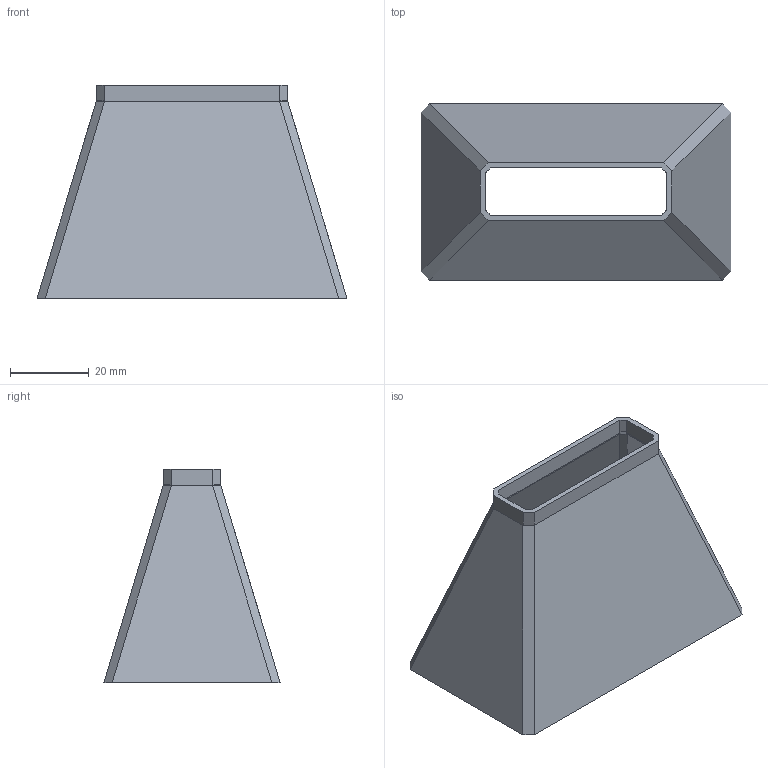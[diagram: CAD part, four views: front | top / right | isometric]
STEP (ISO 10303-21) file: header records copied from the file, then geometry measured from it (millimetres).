
FILE_DESCRIPTION(('FreeCAD Model'),'2;1');
FILE_NAME('Open CASCADE Shape Model','2023-10-27T20:09:20',(''),(''), 'Open CASCADE STEP processor 7.7','FreeCAD','Unknown');
FILE_SCHEMA(('AUTOMOTIVE_DESIGN { 1 0 10303 214 1 1 1 1 }'));
Length unit declared in the file: millimetre
Products named in the file (1): funnel
Bounding box: 78.5 x 44.6 x 54 mm (x, y, z)
Volume: 12629 mm3; surface area: 19903.7 mm2
Topology: 1 solids, 1 shells, 46 faces, 124 edges, 80 vertices
Faces by surface type: plane 21, bspline 18, offset 6, cylinder 1
Entity records: 9038 total; most frequent: CARTESIAN_POINT 6979, ORIENTED_EDGE 248, PCURVE 248, DEFINITIONAL_REPRESENTATION 248, DIRECTION 214, B_SPLINE_CURVE_WITH_KNOTS 201, LINE 168, VECTOR 168
